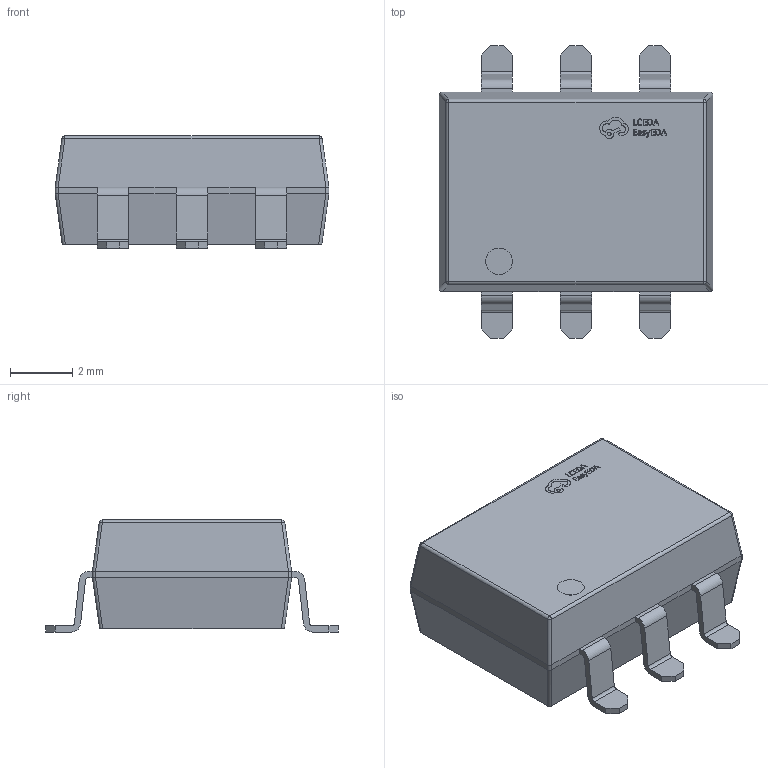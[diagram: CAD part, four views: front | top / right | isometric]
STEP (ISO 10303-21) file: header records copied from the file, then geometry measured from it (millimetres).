
FILE_DESCRIPTION (( 'STEP AP214' ), '1' );
FILE_NAME ('SMD-6_L8.8-W6.4-P2.54-LS9.4-BL.STEP', '2023-07-22T14:37:40', ( '΢���û�' ), ( '΢���й�' ), 'SwSTEP 2.0', 'SolidWorks 2020', '' );
FILE_SCHEMA (( 'AUTOMOTIVE_DESIGN' ));
Length unit declared in the file: millimetre
Products named in the file (1): SMD-6_L8.8-W6.4-P2.54-LS9.4-BL
Bounding box: 8.8 x 9.4 x 3.6 mm (x, y, z)
Volume: 189.1 mm3; surface area: 242.5 mm2
Topology: 1 solids, 1 shells, 357 faces, 969 edges, 634 vertices
Faces by surface type: plane 213, bspline 98, cylinder 42, sphere 4
Entity records: 15592 total; most frequent: CARTESIAN_POINT 3351, ORIENTED_EDGE 1938, DIRECTION 1325, EDGE_CURVE 969, LINE 677, VECTOR 677, VERTEX_POINT 634, EDGE_LOOP 377
